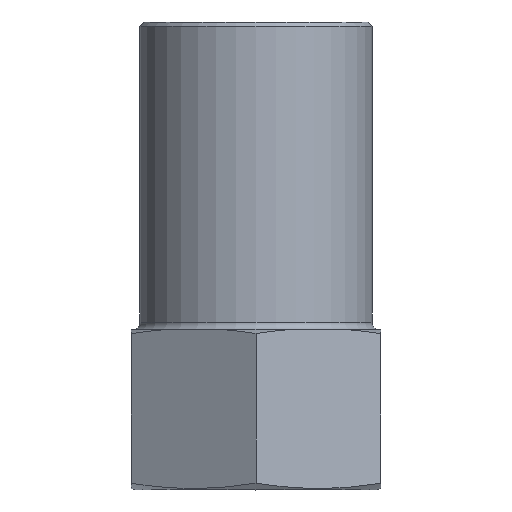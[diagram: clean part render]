
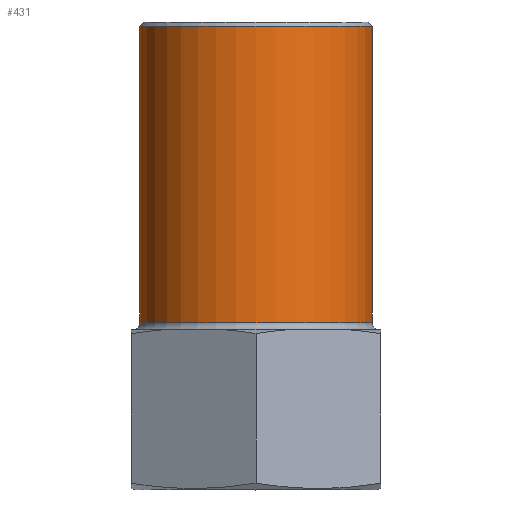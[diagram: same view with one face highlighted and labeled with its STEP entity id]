
A CAD part, top view. The second image highlights one B-rep face of the part: STEP entity #431.
In plain terms, the highlighted cylindrical face has radius 14 mm (diameter 28 mm), a full revolution.
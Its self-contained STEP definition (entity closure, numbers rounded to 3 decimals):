
#56=LINE('',#673,#77);
#77=VECTOR('',#548,14.);
#98=CYLINDRICAL_SURFACE('',#481,14.);
#103=FACE_OUTER_BOUND('',#128,.T.);
#128=EDGE_LOOP('',(#301,#302,#303,#304,#305,#306));
#157=CIRCLE('',#478,14.);
#158=CIRCLE('',#479,14.);
#160=CIRCLE('',#482,14.);
#161=CIRCLE('',#483,14.);
#185=VERTEX_POINT('',#662);
#186=VERTEX_POINT('',#664);
#187=VERTEX_POINT('',#669);
#188=VERTEX_POINT('',#670);
#230=EDGE_CURVE('',#185,#186,#157,.T.);
#231=EDGE_CURVE('',#186,#185,#158,.T.);
#233=EDGE_CURVE('',#187,#188,#160,.T.);
#234=EDGE_CURVE('',#188,#187,#161,.T.);
#235=EDGE_CURVE('',#188,#185,#56,.T.);
#301=ORIENTED_EDGE('',*,*,#233,.F.);
#302=ORIENTED_EDGE('',*,*,#234,.F.);
#303=ORIENTED_EDGE('',*,*,#235,.T.);
#304=ORIENTED_EDGE('',*,*,#231,.F.);
#305=ORIENTED_EDGE('',*,*,#230,.F.);
#306=ORIENTED_EDGE('',*,*,#235,.F.);
#431=ADVANCED_FACE('',(#103),#98,.T.);
#478=AXIS2_PLACEMENT_3D('',#665,#536,#537);
#479=AXIS2_PLACEMENT_3D('',#666,#538,#539);
#481=AXIS2_PLACEMENT_3D('',#668,#542,#543);
#482=AXIS2_PLACEMENT_3D('',#671,#544,#545);
#483=AXIS2_PLACEMENT_3D('',#672,#546,#547);
#536=DIRECTION('center_axis',(0.,-1.,0.));
#537=DIRECTION('ref_axis',(0.,0.,-1.));
#538=DIRECTION('center_axis',(0.,-1.,0.));
#539=DIRECTION('ref_axis',(0.,0.,-1.));
#542=DIRECTION('center_axis',(0.,1.,0.));
#543=DIRECTION('ref_axis',(0.,0.,1.));
#544=DIRECTION('center_axis',(0.,1.,0.));
#545=DIRECTION('ref_axis',(0.,0.,-1.));
#546=DIRECTION('center_axis',(0.,1.,0.));
#547=DIRECTION('ref_axis',(0.,0.,-1.));
#548=DIRECTION('',(0.,-1.,0.));
#662=CARTESIAN_POINT('',(0.,20.8,-14.));
#664=CARTESIAN_POINT('',(0.,20.8,14.));
#665=CARTESIAN_POINT('Origin',(0.,20.8,0.));
#666=CARTESIAN_POINT('Origin',(0.,20.8,0.));
#668=CARTESIAN_POINT('Origin',(0.,38.5,0.));
#669=CARTESIAN_POINT('',(0.,56.5,14.));
#670=CARTESIAN_POINT('',(0.,56.5,-14.));
#671=CARTESIAN_POINT('Origin',(0.,56.5,0.));
#672=CARTESIAN_POINT('Origin',(0.,56.5,0.));
#673=CARTESIAN_POINT('',(0.,38.5,-14.));
